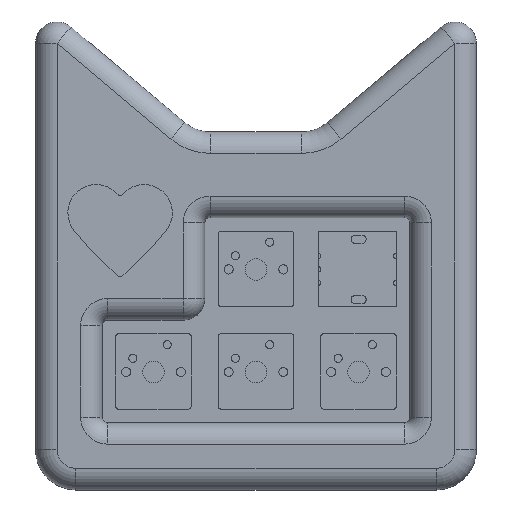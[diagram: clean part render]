
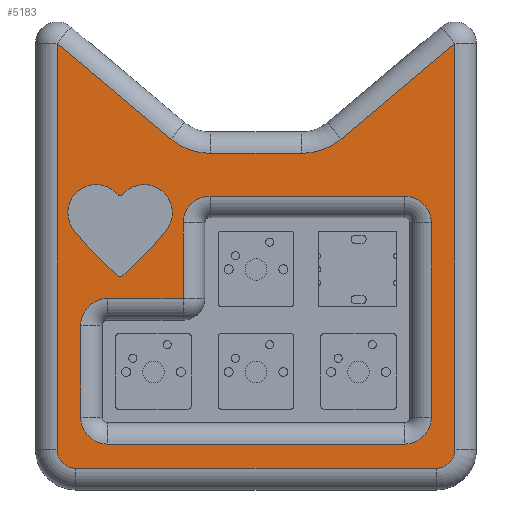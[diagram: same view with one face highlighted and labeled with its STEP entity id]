
A CAD part, top view. The second image highlights one B-rep face of the part: STEP entity #5183.
In plain terms, the highlighted planar face has unit normal (0, 0, 1).
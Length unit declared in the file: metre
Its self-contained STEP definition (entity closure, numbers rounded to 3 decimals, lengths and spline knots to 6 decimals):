
#480=CIRCLE('',#5734,0.00525);
#481=CIRCLE('',#5735,0.0005);
#482=CIRCLE('',#5736,0.00525);
#483=CIRCLE('',#5737,0.060642);
#484=CIRCLE('',#5738,0.0005);
#485=CIRCLE('',#5739,0.060642);
#486=CIRCLE('',#5740,0.005);
#487=CIRCLE('',#5741,0.005);
#488=CIRCLE('',#5742,0.005);
#489=CIRCLE('',#5743,0.005);
#490=CIRCLE('',#5744,0.005);
#491=CIRCLE('',#5745,0.0035);
#492=CIRCLE('',#5746,0.0035);
#493=CIRCLE('',#5747,0.0115);
#494=CIRCLE('',#5748,0.0115);
#1303=ORIENTED_EDGE('',*,*,#2418,.F.);
#1304=ORIENTED_EDGE('',*,*,#2419,.T.);
#1305=ORIENTED_EDGE('',*,*,#2420,.F.);
#1306=ORIENTED_EDGE('',*,*,#2421,.T.);
#1307=ORIENTED_EDGE('',*,*,#2422,.T.);
#1308=ORIENTED_EDGE('',*,*,#2423,.F.);
#1309=ORIENTED_EDGE('',*,*,#2424,.T.);
#1310=ORIENTED_EDGE('',*,*,#2425,.T.);
#1311=ORIENTED_EDGE('',*,*,#2426,.T.);
#1312=ORIENTED_EDGE('',*,*,#2427,.T.);
#1313=ORIENTED_EDGE('',*,*,#2428,.T.);
#1314=ORIENTED_EDGE('',*,*,#2429,.T.);
#1315=ORIENTED_EDGE('',*,*,#2430,.T.);
#1316=ORIENTED_EDGE('',*,*,#2431,.T.);
#1317=ORIENTED_EDGE('',*,*,#2432,.T.);
#1318=ORIENTED_EDGE('',*,*,#2433,.T.);
#1319=ORIENTED_EDGE('',*,*,#2434,.T.);
#1320=ORIENTED_EDGE('',*,*,#2435,.T.);
#1321=ORIENTED_EDGE('',*,*,#2436,.T.);
#1322=ORIENTED_EDGE('',*,*,#2437,.T.);
#1323=ORIENTED_EDGE('',*,*,#2438,.T.);
#1324=ORIENTED_EDGE('',*,*,#2439,.T.);
#1325=ORIENTED_EDGE('',*,*,#2440,.T.);
#1326=ORIENTED_EDGE('',*,*,#2441,.T.);
#1327=ORIENTED_EDGE('',*,*,#2442,.T.);
#1328=ORIENTED_EDGE('',*,*,#2443,.T.);
#1329=ORIENTED_EDGE('',*,*,#2444,.T.);
#2418=EDGE_CURVE('',#3008,#3009,#480,.T.);
#2419=EDGE_CURVE('',#3008,#3010,#481,.T.);
#2420=EDGE_CURVE('',#3011,#3010,#482,.T.);
#2421=EDGE_CURVE('',#3011,#3012,#483,.T.);
#2422=EDGE_CURVE('',#3012,#3013,#484,.F.);
#2423=EDGE_CURVE('',#3009,#3013,#485,.T.);
#2424=EDGE_CURVE('',#3014,#3015,#486,.F.);
#2425=EDGE_CURVE('',#3015,#3016,#3445,.F.);
#2426=EDGE_CURVE('',#3016,#3017,#487,.F.);
#2427=EDGE_CURVE('',#3017,#3018,#3446,.F.);
#2428=EDGE_CURVE('',#3018,#3019,#488,.F.);
#2429=EDGE_CURVE('',#3019,#3020,#3447,.F.);
#2430=EDGE_CURVE('',#3020,#3021,#3448,.F.);
#2431=EDGE_CURVE('',#3021,#3022,#489,.F.);
#2432=EDGE_CURVE('',#3022,#3023,#3449,.F.);
#2433=EDGE_CURVE('',#3023,#3024,#490,.F.);
#2434=EDGE_CURVE('',#3024,#3014,#3450,.F.);
#2435=EDGE_CURVE('',#3025,#3026,#491,.T.);
#2436=EDGE_CURVE('',#3026,#3027,#3451,.F.);
#2437=EDGE_CURVE('',#3027,#3028,#492,.T.);
#2438=EDGE_CURVE('',#3028,#3029,#3452,.T.);
#2439=EDGE_CURVE('',#3029,#3030,#3453,.T.);
#2440=EDGE_CURVE('',#3030,#3031,#493,.F.);
#2441=EDGE_CURVE('',#3031,#3032,#3454,.T.);
#2442=EDGE_CURVE('',#3032,#3033,#494,.F.);
#2443=EDGE_CURVE('',#3033,#3034,#3455,.F.);
#2444=EDGE_CURVE('',#3034,#3025,#3456,.F.);
#3008=VERTEX_POINT('',#8806);
#3009=VERTEX_POINT('',#8807);
#3010=VERTEX_POINT('',#8809);
#3011=VERTEX_POINT('',#8811);
#3012=VERTEX_POINT('',#8813);
#3013=VERTEX_POINT('',#8815);
#3014=VERTEX_POINT('',#8818);
#3015=VERTEX_POINT('',#8819);
#3016=VERTEX_POINT('',#8821);
#3017=VERTEX_POINT('',#8823);
#3018=VERTEX_POINT('',#8825);
#3019=VERTEX_POINT('',#8827);
#3020=VERTEX_POINT('',#8829);
#3021=VERTEX_POINT('',#8831);
#3022=VERTEX_POINT('',#8833);
#3023=VERTEX_POINT('',#8835);
#3024=VERTEX_POINT('',#8837);
#3025=VERTEX_POINT('',#8840);
#3026=VERTEX_POINT('',#8841);
#3027=VERTEX_POINT('',#8843);
#3028=VERTEX_POINT('',#8845);
#3029=VERTEX_POINT('',#8847);
#3030=VERTEX_POINT('',#8849);
#3031=VERTEX_POINT('',#8851);
#3032=VERTEX_POINT('',#8853);
#3033=VERTEX_POINT('',#8855);
#3034=VERTEX_POINT('',#8857);
#3445=LINE('',#8820,#3749);
#3446=LINE('',#8824,#3750);
#3447=LINE('',#8828,#3751);
#3448=LINE('',#8830,#3752);
#3449=LINE('',#8834,#3753);
#3450=LINE('',#8838,#3754);
#3451=LINE('',#8842,#3755);
#3452=LINE('',#8846,#3756);
#3453=LINE('',#8848,#3757);
#3454=LINE('',#8852,#3758);
#3455=LINE('',#8856,#3759);
#3456=LINE('',#8858,#3760);
#3749=VECTOR('',#6847,1.);
#3750=VECTOR('',#6850,1.);
#3751=VECTOR('',#6853,1.);
#3752=VECTOR('',#6854,1.);
#3753=VECTOR('',#6857,1.);
#3754=VECTOR('',#6860,1.);
#3755=VECTOR('',#6863,1.);
#3756=VECTOR('',#6866,1.);
#3757=VECTOR('',#6867,1.);
#3758=VECTOR('',#6870,1.);
#3759=VECTOR('',#6873,1.);
#3760=VECTOR('',#6874,1.);
#4061=EDGE_LOOP('',(#1303,#1304,#1305,#1306,#1307,#1308));
#4062=EDGE_LOOP('',(#1309,#1310,#1311,#1312,#1313,#1314,#1315,#1316,#1317,
#1318,#1319));
#4063=EDGE_LOOP('',(#1320,#1321,#1322,#1323,#1324,#1325,#1326,#1327,#1328,
#1329));
#4589=FACE_BOUND('',#4061,.T.);
#4590=FACE_BOUND('',#4062,.T.);
#4591=FACE_BOUND('',#4063,.T.);
#5006=PLANE('',#5733);
#5183=ADVANCED_FACE('',(#4589,#4590,#4591),#5006,.T.);
#5733=AXIS2_PLACEMENT_3D('',#8804,#6831,#6832);
#5734=AXIS2_PLACEMENT_3D('',#8805,#6833,#6834);
#5735=AXIS2_PLACEMENT_3D('',#8808,#6835,#6836);
#5736=AXIS2_PLACEMENT_3D('',#8810,#6837,#6838);
#5737=AXIS2_PLACEMENT_3D('',#8812,#6839,#6840);
#5738=AXIS2_PLACEMENT_3D('',#8814,#6841,#6842);
#5739=AXIS2_PLACEMENT_3D('',#8816,#6843,#6844);
#5740=AXIS2_PLACEMENT_3D('',#8817,#6845,#6846);
#5741=AXIS2_PLACEMENT_3D('',#8822,#6848,#6849);
#5742=AXIS2_PLACEMENT_3D('',#8826,#6851,#6852);
#5743=AXIS2_PLACEMENT_3D('',#8832,#6855,#6856);
#5744=AXIS2_PLACEMENT_3D('',#8836,#6858,#6859);
#5745=AXIS2_PLACEMENT_3D('',#8839,#6861,#6862);
#5746=AXIS2_PLACEMENT_3D('',#8844,#6864,#6865);
#5747=AXIS2_PLACEMENT_3D('',#8850,#6868,#6869);
#5748=AXIS2_PLACEMENT_3D('',#8854,#6871,#6872);
#6831=DIRECTION('',(0.,0.,1.));
#6832=DIRECTION('',(1.,0.,0.));
#6833=DIRECTION('',(0.,0.,1.));
#6834=DIRECTION('',(1.,0.,0.));
#6835=DIRECTION('',(0.,0.,1.));
#6836=DIRECTION('',(1.,0.,0.));
#6837=DIRECTION('',(0.,0.,1.));
#6838=DIRECTION('',(1.,0.,0.));
#6839=DIRECTION('',(0.,0.,-1.));
#6840=DIRECTION('',(1.,0.,0.));
#6841=DIRECTION('',(0.,0.,1.));
#6842=DIRECTION('',(1.,0.,0.));
#6843=DIRECTION('',(0.,0.,1.));
#6844=DIRECTION('',(1.,0.,0.));
#6845=DIRECTION('',(0.,0.,1.));
#6846=DIRECTION('',(1.,0.,0.));
#6847=DIRECTION('',(1.,0.,0.));
#6848=DIRECTION('',(0.,0.,1.));
#6849=DIRECTION('',(1.,0.,0.));
#6850=DIRECTION('',(0.,-1.,0.));
#6851=DIRECTION('',(0.,0.,1.));
#6852=DIRECTION('',(1.,0.,0.));
#6853=DIRECTION('',(-1.,0.,0.));
#6854=DIRECTION('',(0.,-1.,0.));
#6855=DIRECTION('',(0.,0.,1.));
#6856=DIRECTION('',(1.,0.,0.));
#6857=DIRECTION('',(-1.,0.,0.));
#6858=DIRECTION('',(0.,0.,1.));
#6859=DIRECTION('',(1.,0.,0.));
#6860=DIRECTION('',(0.,1.,0.));
#6861=DIRECTION('',(0.,0.,1.));
#6862=DIRECTION('',(1.,0.,0.));
#6863=DIRECTION('',(-1.,0.,0.));
#6864=DIRECTION('',(0.,0.,1.));
#6865=DIRECTION('',(1.,0.,0.));
#6866=DIRECTION('',(0.,1.,0.));
#6867=DIRECTION('',(-0.766,-0.643,0.));
#6868=DIRECTION('',(0.,0.,1.));
#6869=DIRECTION('',(1.,0.,0.));
#6870=DIRECTION('',(-1.,0.,0.));
#6871=DIRECTION('',(0.,0.,1.));
#6872=DIRECTION('',(1.,0.,0.));
#6873=DIRECTION('',(0.766,-0.643,0.));
#6874=DIRECTION('',(0.,1.,0.));
#8804=CARTESIAN_POINT('',(0.,0.004877,0.024));
#8805=CARTESIAN_POINT('',(-0.029699,0.01287,0.024));
#8806=CARTESIAN_POINT('',(-0.025628,0.016186,0.024));
#8807=CARTESIAN_POINT('',(-0.033811,0.009606,0.024));
#8808=CARTESIAN_POINT('',(-0.025241,0.016502,0.024));
#8809=CARTESIAN_POINT('',(-0.024853,0.016186,0.024));
#8810=CARTESIAN_POINT('',(-0.020783,0.01287,0.024));
#8811=CARTESIAN_POINT('',(-0.016671,0.009606,0.024));
#8812=CARTESIAN_POINT('',(-0.064168,0.047309,0.024));
#8813=CARTESIAN_POINT('',(-0.024917,0.001083,0.024));
#8814=CARTESIAN_POINT('',(-0.025241,0.001464,0.024));
#8815=CARTESIAN_POINT('',(-0.025564,0.001083,0.024));
#8816=CARTESIAN_POINT('',(0.013686,0.047309,0.024));
#8817=CARTESIAN_POINT('',(0.027575,-0.0251,0.024));
#8818=CARTESIAN_POINT('',(0.032575,-0.0251,0.024));
#8819=CARTESIAN_POINT('',(0.027575,-0.0301,0.024));
#8820=CARTESIAN_POINT('',(0.,-0.0301,0.024));
#8821=CARTESIAN_POINT('',(-0.027575,-0.0301,0.024));
#8822=CARTESIAN_POINT('',(-0.027575,-0.0251,0.024));
#8823=CARTESIAN_POINT('',(-0.032575,-0.0251,0.024));
#8824=CARTESIAN_POINT('',(-0.032575,0.004877,0.024));
#8825=CARTESIAN_POINT('',(-0.032575,-0.00805,0.024));
#8826=CARTESIAN_POINT('',(-0.027575,-0.00805,0.024));
#8827=CARTESIAN_POINT('',(-0.027575,-0.00305,0.024));
#8828=CARTESIAN_POINT('',(0.,-0.00305,0.024));
#8829=CARTESIAN_POINT('',(-0.013525,-0.00305,0.024));
#8830=CARTESIAN_POINT('',(-0.013525,0.004877,0.024));
#8831=CARTESIAN_POINT('',(-0.013525,0.011,0.024));
#8832=CARTESIAN_POINT('',(-0.008525,0.011,0.024));
#8833=CARTESIAN_POINT('',(-0.008525,0.016,0.024));
#8834=CARTESIAN_POINT('',(0.,0.016,0.024));
#8835=CARTESIAN_POINT('',(0.027575,0.016,0.024));
#8836=CARTESIAN_POINT('',(0.027575,0.011,0.024));
#8837=CARTESIAN_POINT('',(0.032575,0.011,0.024));
#8838=CARTESIAN_POINT('',(0.032575,0.004877,0.024));
#8839=CARTESIAN_POINT('',(-0.033456,-0.031075,0.024));
#8840=CARTESIAN_POINT('',(-0.036956,-0.031075,0.024));
#8841=CARTESIAN_POINT('',(-0.033456,-0.034575,0.024));
#8842=CARTESIAN_POINT('',(0.,-0.034575,0.024));
#8843=CARTESIAN_POINT('',(0.033456,-0.034575,0.024));
#8844=CARTESIAN_POINT('',(0.033456,-0.031075,0.024));
#8845=CARTESIAN_POINT('',(0.036956,-0.031075,0.024));
#8846=CARTESIAN_POINT('',(0.036956,0.044328,0.024));
#8847=CARTESIAN_POINT('',(0.036956,0.044328,0.024));
#8848=CARTESIAN_POINT('',(0.015825,0.026597,0.024));
#8849=CARTESIAN_POINT('',(0.015825,0.026597,0.024));
#8850=CARTESIAN_POINT('',(0.008433,0.035406,0.024));
#8851=CARTESIAN_POINT('',(0.008433,0.023906,0.024));
#8852=CARTESIAN_POINT('',(-0.008433,0.023906,0.024));
#8853=CARTESIAN_POINT('',(-0.008433,0.023906,0.024));
#8854=CARTESIAN_POINT('',(-0.008433,0.035406,0.024));
#8855=CARTESIAN_POINT('',(-0.015825,0.026597,0.024));
#8856=CARTESIAN_POINT('',(0.004157,0.00983,0.024));
#8857=CARTESIAN_POINT('',(-0.036956,0.044328,0.024));
#8858=CARTESIAN_POINT('',(-0.036956,0.004877,0.024));
